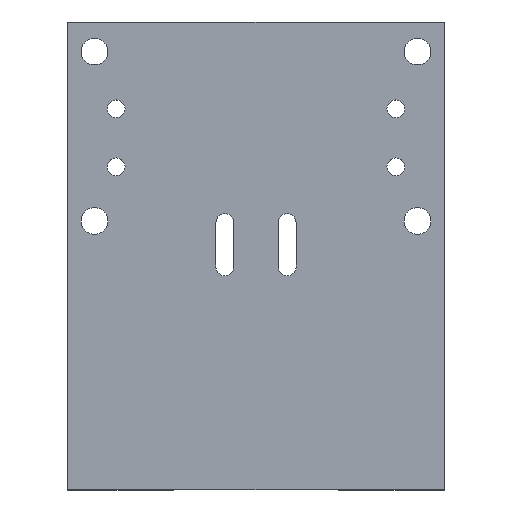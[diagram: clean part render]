
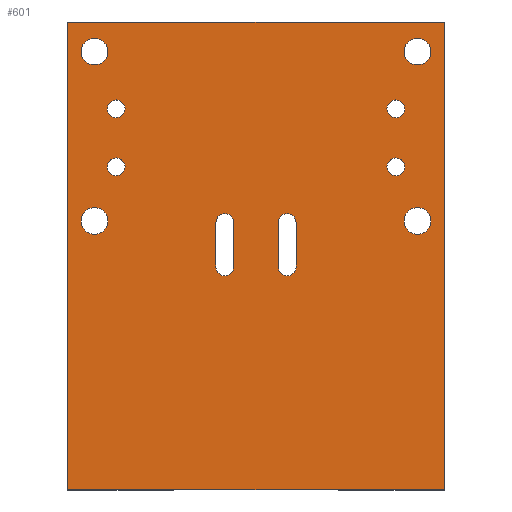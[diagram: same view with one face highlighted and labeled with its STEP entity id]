
A CAD part, top view. The second image highlights one B-rep face of the part: STEP entity #601.
In plain terms, the highlighted planar face has unit normal (0, 0, 1).
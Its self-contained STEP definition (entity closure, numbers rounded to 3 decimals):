
#25=FACE_BOUND('',#115,.T.);
#26=FACE_BOUND('',#116,.T.);
#27=FACE_BOUND('',#117,.T.);
#28=FACE_BOUND('',#118,.T.);
#29=FACE_BOUND('',#119,.T.);
#30=FACE_BOUND('',#120,.T.);
#31=FACE_BOUND('',#121,.T.);
#32=FACE_BOUND('',#122,.T.);
#33=FACE_BOUND('',#123,.T.);
#34=FACE_BOUND('',#124,.T.);
#47=PLANE('',#670);
#75=FACE_OUTER_BOUND('',#114,.T.);
#114=EDGE_LOOP('',(#509,#510,#511,#512));
#115=EDGE_LOOP('',(#513));
#116=EDGE_LOOP('',(#514));
#117=EDGE_LOOP('',(#515));
#118=EDGE_LOOP('',(#516));
#119=EDGE_LOOP('',(#517));
#120=EDGE_LOOP('',(#518));
#121=EDGE_LOOP('',(#519,#520,#521,#522));
#122=EDGE_LOOP('',(#523));
#123=EDGE_LOOP('',(#524));
#124=EDGE_LOOP('',(#525,#526,#527,#528));
#152=LINE('',#925,#203);
#156=LINE('',#934,#207);
#160=LINE('',#949,#211);
#164=LINE('',#958,#215);
#167=LINE('',#966,#218);
#174=LINE('',#987,#225);
#175=LINE('',#990,#226);
#176=LINE('',#991,#227);
#203=VECTOR('',#752,10.);
#207=VECTOR('',#762,10.);
#211=VECTOR('',#780,10.);
#215=VECTOR('',#790,10.);
#218=VECTOR('',#799,10.);
#225=VECTOR('',#820,10.);
#226=VECTOR('',#823,10.);
#227=VECTOR('',#824,10.);
#237=CIRCLE('',#621,1.5);
#239=CIRCLE('',#624,1.5);
#241=CIRCLE('',#627,1.5);
#243=CIRCLE('',#630,1.5);
#253=CIRCLE('',#643,1.);
#254=CIRCLE('',#645,1.);
#255=CIRCLE('',#648,1.);
#256=CIRCLE('',#651,1.);
#257=CIRCLE('',#653,1.);
#258=CIRCLE('',#655,1.);
#259=CIRCLE('',#658,1.);
#260=CIRCLE('',#661,1.);
#267=VERTEX_POINT('',#852);
#269=VERTEX_POINT('',#858);
#271=VERTEX_POINT('',#864);
#273=VERTEX_POINT('',#870);
#293=VERTEX_POINT('',#915);
#294=VERTEX_POINT('',#919);
#295=VERTEX_POINT('',#923);
#296=VERTEX_POINT('',#924);
#297=VERTEX_POINT('',#929);
#298=VERTEX_POINT('',#933);
#299=VERTEX_POINT('',#939);
#300=VERTEX_POINT('',#943);
#301=VERTEX_POINT('',#947);
#302=VERTEX_POINT('',#948);
#303=VERTEX_POINT('',#953);
#304=VERTEX_POINT('',#957);
#305=VERTEX_POINT('',#963);
#306=VERTEX_POINT('',#965);
#312=VERTEX_POINT('',#982);
#314=VERTEX_POINT('',#989);
#321=EDGE_CURVE('',#267,#267,#237,.T.);
#324=EDGE_CURVE('',#269,#269,#239,.T.);
#327=EDGE_CURVE('',#271,#271,#241,.T.);
#330=EDGE_CURVE('',#273,#273,#243,.T.);
#353=EDGE_CURVE('',#293,#293,#253,.T.);
#355=EDGE_CURVE('',#294,#294,#254,.T.);
#356=EDGE_CURVE('',#295,#296,#152,.T.);
#359=EDGE_CURVE('',#296,#297,#255,.T.);
#361=EDGE_CURVE('',#297,#298,#156,.T.);
#363=EDGE_CURVE('',#298,#295,#256,.T.);
#365=EDGE_CURVE('',#299,#299,#257,.T.);
#367=EDGE_CURVE('',#300,#300,#258,.T.);
#368=EDGE_CURVE('',#301,#302,#160,.T.);
#371=EDGE_CURVE('',#302,#303,#259,.T.);
#373=EDGE_CURVE('',#303,#304,#164,.T.);
#375=EDGE_CURVE('',#304,#301,#260,.T.);
#377=EDGE_CURVE('',#305,#306,#167,.T.);
#388=EDGE_CURVE('',#312,#306,#174,.T.);
#389=EDGE_CURVE('',#312,#314,#175,.T.);
#390=EDGE_CURVE('',#314,#305,#176,.T.);
#509=ORIENTED_EDGE('',*,*,#389,.F.);
#510=ORIENTED_EDGE('',*,*,#388,.T.);
#511=ORIENTED_EDGE('',*,*,#377,.F.);
#512=ORIENTED_EDGE('',*,*,#390,.F.);
#513=ORIENTED_EDGE('',*,*,#321,.T.);
#514=ORIENTED_EDGE('',*,*,#324,.T.);
#515=ORIENTED_EDGE('',*,*,#327,.T.);
#516=ORIENTED_EDGE('',*,*,#330,.T.);
#517=ORIENTED_EDGE('',*,*,#353,.T.);
#518=ORIENTED_EDGE('',*,*,#355,.T.);
#519=ORIENTED_EDGE('',*,*,#356,.T.);
#520=ORIENTED_EDGE('',*,*,#359,.T.);
#521=ORIENTED_EDGE('',*,*,#361,.T.);
#522=ORIENTED_EDGE('',*,*,#363,.T.);
#523=ORIENTED_EDGE('',*,*,#365,.T.);
#524=ORIENTED_EDGE('',*,*,#367,.T.);
#525=ORIENTED_EDGE('',*,*,#368,.T.);
#526=ORIENTED_EDGE('',*,*,#371,.T.);
#527=ORIENTED_EDGE('',*,*,#373,.T.);
#528=ORIENTED_EDGE('',*,*,#375,.T.);
#601=ADVANCED_FACE('',(#75,#25,#26,#27,#28,#29,#30,#31,#32,#33,#34),#47,
 .T.);
#621=AXIS2_PLACEMENT_3D('',#853,#683,#684);
#624=AXIS2_PLACEMENT_3D('',#859,#690,#691);
#627=AXIS2_PLACEMENT_3D('',#865,#697,#698);
#630=AXIS2_PLACEMENT_3D('',#871,#704,#705);
#643=AXIS2_PLACEMENT_3D('',#917,#743,#744);
#645=AXIS2_PLACEMENT_3D('',#921,#748,#749);
#648=AXIS2_PLACEMENT_3D('',#930,#757,#758);
#651=AXIS2_PLACEMENT_3D('',#937,#766,#767);
#653=AXIS2_PLACEMENT_3D('',#941,#771,#772);
#655=AXIS2_PLACEMENT_3D('',#945,#776,#777);
#658=AXIS2_PLACEMENT_3D('',#954,#785,#786);
#661=AXIS2_PLACEMENT_3D('',#961,#794,#795);
#670=AXIS2_PLACEMENT_3D('',#988,#821,#822);
#683=DIRECTION('center_axis',(0.,0.,-1.));
#684=DIRECTION('ref_axis',(-1.,0.,0.));
#690=DIRECTION('center_axis',(0.,0.,-1.));
#691=DIRECTION('ref_axis',(-1.,0.,0.));
#697=DIRECTION('center_axis',(0.,0.,-1.));
#698=DIRECTION('ref_axis',(1.,0.,0.));
#704=DIRECTION('center_axis',(0.,0.,-1.));
#705=DIRECTION('ref_axis',(1.,0.,0.));
#743=DIRECTION('center_axis',(0.,0.,-1.));
#744=DIRECTION('ref_axis',(1.,0.,0.));
#748=DIRECTION('center_axis',(0.,0.,-1.));
#749=DIRECTION('ref_axis',(1.,0.,0.));
#752=DIRECTION('',(0.,1.,0.));
#757=DIRECTION('center_axis',(0.,0.,-1.));
#758=DIRECTION('ref_axis',(1.,0.,0.));
#762=DIRECTION('',(0.,-1.,0.));
#766=DIRECTION('center_axis',(0.,0.,-1.));
#767=DIRECTION('ref_axis',(-1.,0.,0.));
#771=DIRECTION('center_axis',(0.,0.,-1.));
#772=DIRECTION('ref_axis',(-1.,0.,0.));
#776=DIRECTION('center_axis',(0.,0.,-1.));
#777=DIRECTION('ref_axis',(-1.,0.,0.));
#780=DIRECTION('',(0.,1.,0.));
#785=DIRECTION('center_axis',(0.,0.,-1.));
#786=DIRECTION('ref_axis',(-1.,0.,0.));
#790=DIRECTION('',(0.,-1.,0.));
#794=DIRECTION('center_axis',(0.,0.,-1.));
#795=DIRECTION('ref_axis',(1.,0.,0.));
#799=DIRECTION('',(1.,0.,0.));
#820=DIRECTION('',(0.,1.,0.));
#821=DIRECTION('center_axis',(0.,0.,1.));
#822=DIRECTION('ref_axis',(1.,0.,0.));
#823=DIRECTION('',(-1.,0.,0.));
#824=DIRECTION('',(0.,1.,0.));
#852=CARTESIAN_POINT('',(19.625,49.175,10.));
#853=CARTESIAN_POINT('Origin',(18.125,49.175,10.));
#858=CARTESIAN_POINT('',(19.625,30.175,10.));
#859=CARTESIAN_POINT('Origin',(18.125,30.175,10.));
#864=CARTESIAN_POINT('',(-19.625,49.175,10.));
#865=CARTESIAN_POINT('Origin',(-18.125,49.175,10.));
#870=CARTESIAN_POINT('',(-19.625,30.175,10.));
#871=CARTESIAN_POINT('Origin',(-18.125,30.175,10.));
#915=CARTESIAN_POINT('',(-16.7,42.75,10.));
#917=CARTESIAN_POINT('Origin',(-15.7,42.75,10.));
#919=CARTESIAN_POINT('',(-16.7,36.25,10.));
#921=CARTESIAN_POINT('Origin',(-15.7,36.25,10.));
#923=CARTESIAN_POINT('',(-4.5,25.,10.));
#924=CARTESIAN_POINT('',(-4.5,30.,10.));
#925=CARTESIAN_POINT('',(-4.5,15.,10.));
#929=CARTESIAN_POINT('',(-2.5,30.,10.));
#930=CARTESIAN_POINT('Origin',(-3.5,30.,10.));
#933=CARTESIAN_POINT('',(-2.5,25.,10.));
#934=CARTESIAN_POINT('',(-2.5,12.5,10.));
#937=CARTESIAN_POINT('Origin',(-3.5,25.,10.));
#939=CARTESIAN_POINT('',(16.7,42.75,10.));
#941=CARTESIAN_POINT('Origin',(15.7,42.75,10.));
#943=CARTESIAN_POINT('',(16.7,36.25,10.));
#945=CARTESIAN_POINT('Origin',(15.7,36.25,10.));
#947=CARTESIAN_POINT('',(2.5,25.,10.));
#948=CARTESIAN_POINT('',(2.5,30.,10.));
#949=CARTESIAN_POINT('',(2.5,15.,10.));
#953=CARTESIAN_POINT('',(4.5,30.,10.));
#954=CARTESIAN_POINT('Origin',(3.5,30.,10.));
#957=CARTESIAN_POINT('',(4.5,25.,10.));
#958=CARTESIAN_POINT('',(4.5,12.5,10.));
#961=CARTESIAN_POINT('Origin',(3.5,25.,10.));
#963=CARTESIAN_POINT('',(-21.15,52.5,10.));
#965=CARTESIAN_POINT('',(21.15,52.5,10.));
#966=CARTESIAN_POINT('',(-21.15,52.5,10.));
#982=CARTESIAN_POINT('',(21.15,0.,10.));
#987=CARTESIAN_POINT('',(21.15,0.,10.));
#988=CARTESIAN_POINT('Origin',(-21.15,0.,10.));
#989=CARTESIAN_POINT('',(-21.15,0.,10.));
#990=CARTESIAN_POINT('',(21.15,0.,10.));
#991=CARTESIAN_POINT('',(-21.15,0.,10.));
